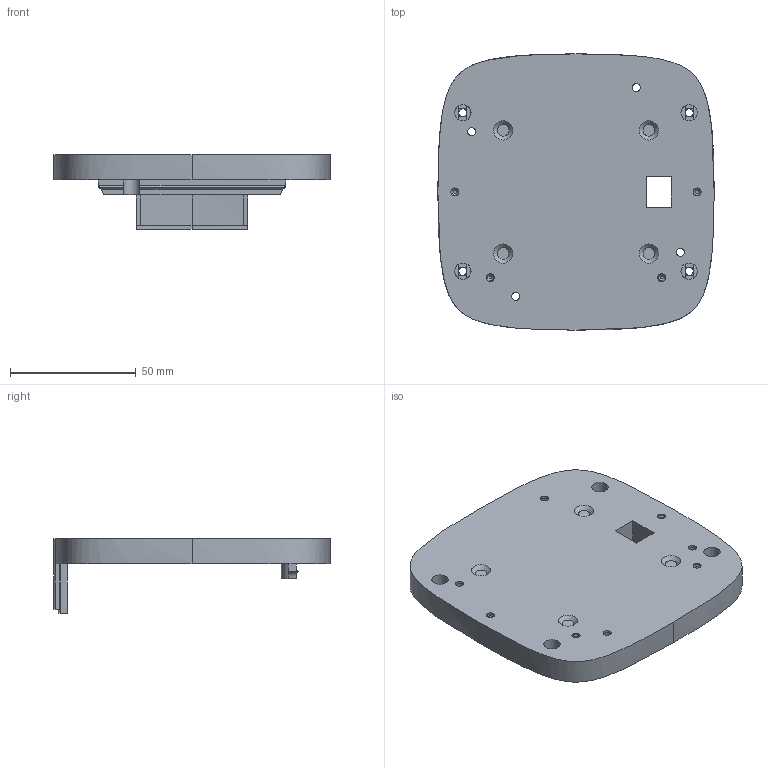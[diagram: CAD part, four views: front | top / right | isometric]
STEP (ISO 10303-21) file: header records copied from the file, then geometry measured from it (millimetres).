
FILE_DESCRIPTION(/* description */ (''),/* implementation_level */ '2;1');
FILE_NAME(/* name */ 'Mid-Plate.step',/* time_stamp */ '2025-05-29T21:38:41+01:00',/* author */ (''),/* organization */ (''),/* preprocessor_version */ 'ST-DEVELOPER v20.1',/* originating_system */ 'Autodesk Translation Framework v14.10.0.0',/* authorisation */ '');
FILE_SCHEMA (('AUTOMOTIVE_DESIGN { 1 0 10303 214 3 1 1 }'));
Length unit declared in the file: millimetre
Products named in the file (1): Blank Plate
Bounding box: 110 x 110 x 29.7 mm (x, y, z)
Volume: 113416.2 mm3; surface area: 31035.1 mm2
Topology: 1 solids, 1 shells, 157 faces, 405 edges, 261 vertices
Faces by surface type: plane 96, cylinder 24, bspline 22, cone 15
Full cylindrical faces by diameter (mm): 3.2 x12, 6.5 x8
Entity records: 5080 total; most frequent: CARTESIAN_POINT 1270, ORIENTED_EDGE 810, DIRECTION 764, EDGE_CURVE 405, AXIS2_PLACEMENT_3D 275, VERTEX_POINT 261, LINE 214, VECTOR 214
